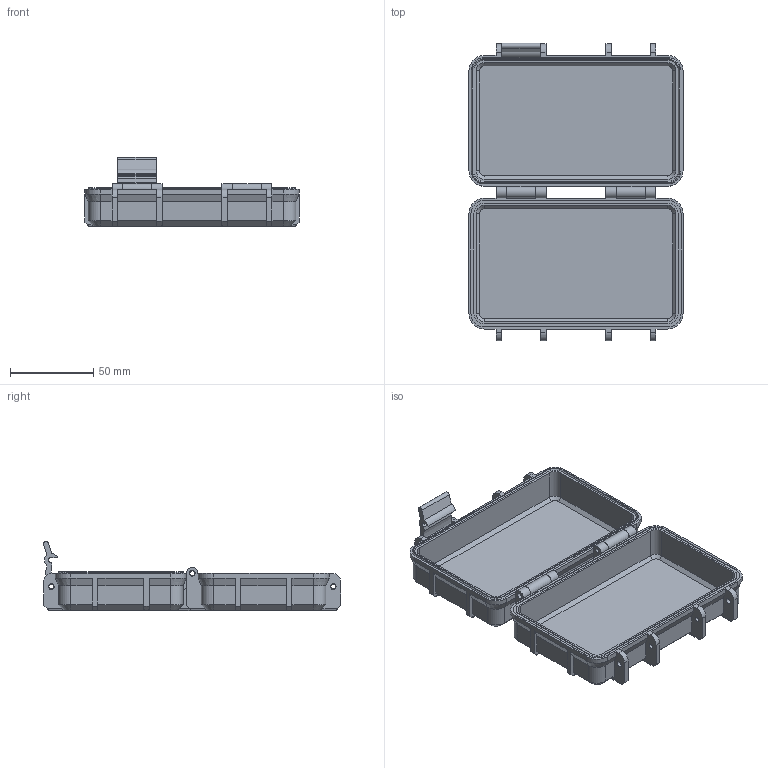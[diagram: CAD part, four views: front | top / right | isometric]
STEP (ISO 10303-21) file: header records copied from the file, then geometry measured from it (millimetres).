
FILE_DESCRIPTION(/* description */ (''),/* implementation_level */ '2;1');
FILE_NAME(/* name */ 'Rugged Box Parametric.step',/* time_stamp */ '2022-08-14T14:13:00+02:00',/* author */ (''),/* organization */ (''),/* preprocessor_version */ 'ST-DEVELOPER v19',/* originating_system */ 'Autodesk Translation Framework v11.7.0.108',/* authorisation */ '');
FILE_SCHEMA (('AUTOMOTIVE_DESIGN { 1 0 10303 214 3 1 1 }'));
Length unit declared in the file: millimetre
Products named in the file (7): Rugged Box Parametric; Box; Box (1); Box Latch; Lid; Box Lid; Seal
Assembly tree (6 placements, depth 3):
  Rugged Box Parametric
    Box
      Box (1)
      Box Latch
    Lid
      Box Lid
    Seal
Bounding box: 128.52 x 178.51 x 41.48 mm (x, y, z)
Volume: 99674.3 mm3; surface area: 83489.5 mm2
Topology: 4 solids, 4 shells, 497 faces, 1353 edges, 870 vertices
Faces by surface type: plane 275, cylinder 182, cone 32, torus 8
Full cylindrical faces by diameter (mm): 2.85 x6, 3.2 x1, 3.4 x8
Entity records: 15901 total; most frequent: DIRECTION 2779, CARTESIAN_POINT 2734, ORIENTED_EDGE 2706, EDGE_CURVE 1353, LINE 949, VECTOR 949, AXIS2_PLACEMENT_3D 915, VERTEX_POINT 870
